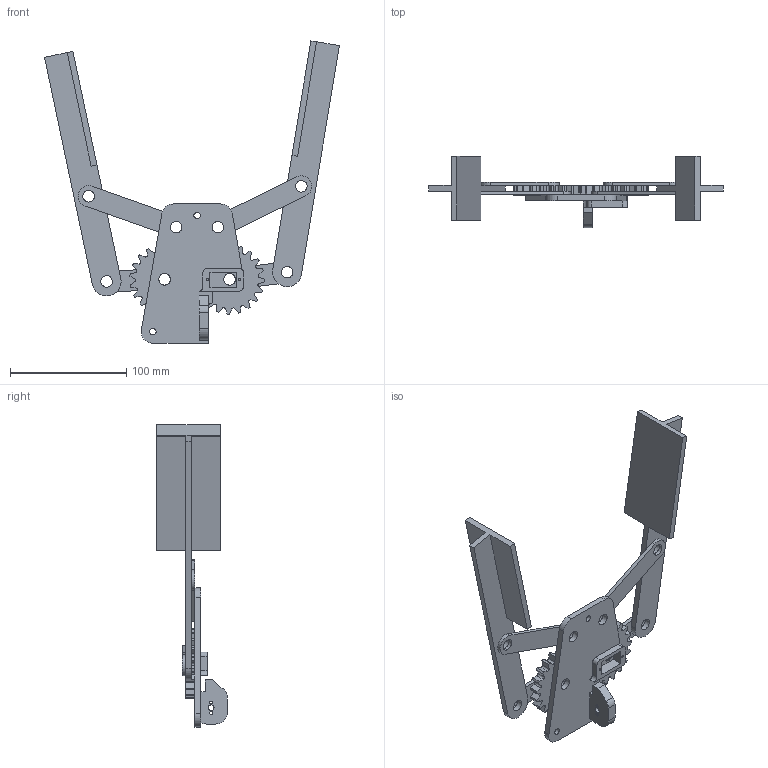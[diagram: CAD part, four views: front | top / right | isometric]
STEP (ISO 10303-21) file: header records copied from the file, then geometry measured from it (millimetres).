
FILE_DESCRIPTION(/* description */ (''),/* implementation_level */ '2;1');
FILE_NAME(/* name */ 'griper assembly v2.step',/* time_stamp */ '2022-10-05T05:08:19+05:30',/* author */ (''),/* organization */ (''),/* preprocessor_version */ 'ST-DEVELOPER v19',/* originating_system */ 'Autodesk Translation Framework v11.7.0.108',/* authorisation */ '');
FILE_SCHEMA (('AUTOMOTIVE_DESIGN { 1 0 10303 214 3 1 1 }'));
Length unit declared in the file: millimetre
Products named in the file (6): griper assembly; editing; Simple Gear; Long Arm; Short Arm; Robotic jaw
Assembly tree (9 placements, depth 2):
  griper assembly
    editing
    Simple Gear  x2
    Long Arm  x2
    Short Arm  x2
    Robotic jaw  x2
Bounding box: 254.17 x 60.99 x 260.53 mm (x, y, z)
Volume: 196683.8 mm3; surface area: 95055.3 mm2
Topology: 9 solids, 9 shells, 291 faces, 808 edges, 538 vertices
Faces by surface type: plane 164, cylinder 127
Full cylindrical faces by diameter (mm): 2 x2, 2.6 x2, 5 x1, 5.5 x2, 10 x14
Entity records: 5805 total; most frequent: DIRECTION 1000, CARTESIAN_POINT 978, ORIENTED_EDGE 950, EDGE_CURVE 475, AXIS2_PLACEMENT_3D 338, LINE 324, VECTOR 324, VERTEX_POINT 316
